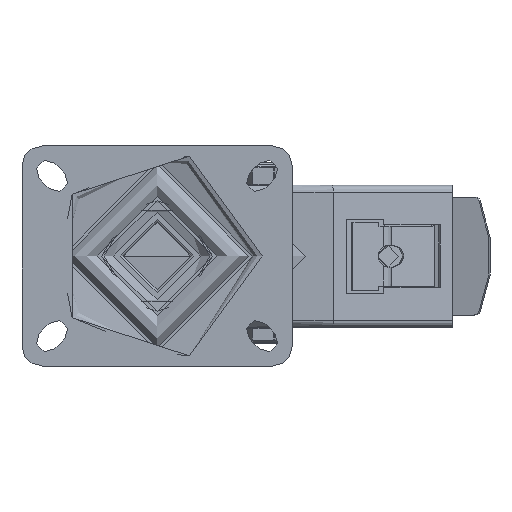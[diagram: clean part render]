
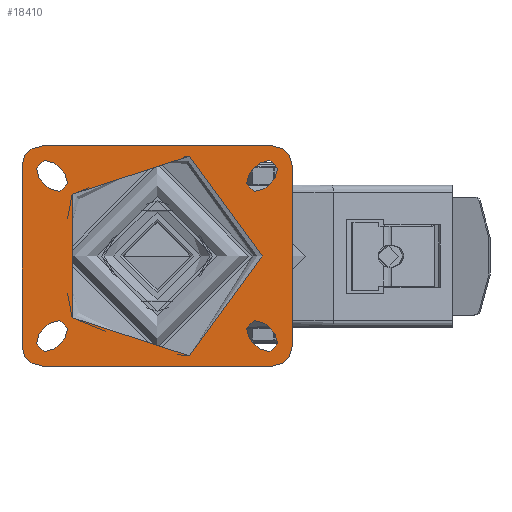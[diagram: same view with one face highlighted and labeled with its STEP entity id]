
A CAD part, top view. The second image highlights one B-rep face of the part: STEP entity #18410.
In plain terms, the highlighted planar face has unit normal (0, 0, 1).
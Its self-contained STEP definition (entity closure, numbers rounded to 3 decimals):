
#1014=FACE_BOUND('',#3778,.T.);
#1015=FACE_BOUND('',#3779,.T.);
#1016=FACE_BOUND('',#3780,.T.);
#1017=FACE_BOUND('',#3781,.T.);
#1018=FACE_BOUND('',#3782,.T.);
#1205=PLANE('',#19891);
#2640=FACE_OUTER_BOUND('',#3777,.T.);
#3777=EDGE_LOOP('',(#12861,#12862,#12863,#12864,#12865,#12866,#12867,#12868));
#3778=EDGE_LOOP('',(#12869));
#3779=EDGE_LOOP('',(#12870,#12871,#12872,#12873));
#3780=EDGE_LOOP('',(#12874,#12875,#12876,#12877));
#3781=EDGE_LOOP('',(#12878,#12879,#12880,#12881));
#3782=EDGE_LOOP('',(#12882,#12883,#12884,#12885));
#5054=LINE('',#28837,#6144);
#5055=LINE('',#28838,#6145);
#5056=LINE('',#28839,#6146);
#5057=LINE('',#28840,#6147);
#5058=LINE('',#28841,#6148);
#5059=LINE('',#28842,#6149);
#5060=LINE('',#28843,#6150);
#5061=LINE('',#28844,#6151);
#5062=LINE('',#28845,#6152);
#5063=LINE('',#28846,#6153);
#5064=LINE('',#28847,#6154);
#5065=LINE('',#28848,#6155);
#6144=VECTOR('',#21826,1000.);
#6145=VECTOR('',#21827,1000.);
#6146=VECTOR('',#21828,1000.);
#6147=VECTOR('',#21829,1000.);
#6148=VECTOR('',#21830,1000.);
#6149=VECTOR('',#21831,1000.);
#6150=VECTOR('',#21832,1000.);
#6151=VECTOR('',#21833,1000.);
#6152=VECTOR('',#21834,1000.);
#6153=VECTOR('',#21835,1000.);
#6154=VECTOR('',#21836,1000.);
#6155=VECTOR('',#21837,1000.);
#7160=CIRCLE('',#19735,5.5);
#7163=CIRCLE('',#19739,5.5);
#7164=CIRCLE('',#19741,5.5);
#7167=CIRCLE('',#19745,5.5);
#7168=CIRCLE('',#19747,5.5);
#7171=CIRCLE('',#19751,5.5);
#7172=CIRCLE('',#19753,5.5);
#7175=CIRCLE('',#19757,5.5);
#7176=CIRCLE('',#19759,10.);
#7178=CIRCLE('',#19762,10.);
#7180=CIRCLE('',#19765,10.);
#7182=CIRCLE('',#19768,10.);
#7189=CIRCLE('',#19777,52.494);
#7882=VERTEX_POINT('',#25919);
#7883=VERTEX_POINT('',#25920);
#7888=VERTEX_POINT('',#25931);
#7889=VERTEX_POINT('',#25933);
#7890=VERTEX_POINT('',#25937);
#7891=VERTEX_POINT('',#25938);
#7896=VERTEX_POINT('',#25949);
#7897=VERTEX_POINT('',#25951);
#7898=VERTEX_POINT('',#25955);
#7899=VERTEX_POINT('',#25956);
#7904=VERTEX_POINT('',#25967);
#7905=VERTEX_POINT('',#25969);
#7906=VERTEX_POINT('',#25973);
#7907=VERTEX_POINT('',#25974);
#7912=VERTEX_POINT('',#25985);
#7913=VERTEX_POINT('',#25987);
#7914=VERTEX_POINT('',#25991);
#7915=VERTEX_POINT('',#25992);
#7918=VERTEX_POINT('',#26000);
#7919=VERTEX_POINT('',#26001);
#7922=VERTEX_POINT('',#26009);
#7923=VERTEX_POINT('',#26010);
#7926=VERTEX_POINT('',#26018);
#7927=VERTEX_POINT('',#26019);
#7933=VERTEX_POINT('',#26035);
#9704=EDGE_CURVE('',#7882,#7883,#7160,.T.);
#9710=EDGE_CURVE('',#7889,#7888,#7163,.T.);
#9712=EDGE_CURVE('',#7890,#7891,#7164,.T.);
#9718=EDGE_CURVE('',#7897,#7896,#7167,.T.);
#9720=EDGE_CURVE('',#7898,#7899,#7168,.T.);
#9726=EDGE_CURVE('',#7905,#7904,#7171,.T.);
#9728=EDGE_CURVE('',#7906,#7907,#7172,.T.);
#9734=EDGE_CURVE('',#7913,#7912,#7175,.T.);
#9736=EDGE_CURVE('',#7914,#7915,#7176,.F.);
#9740=EDGE_CURVE('',#7918,#7919,#7178,.F.);
#9744=EDGE_CURVE('',#7922,#7923,#7180,.F.);
#9748=EDGE_CURVE('',#7926,#7927,#7182,.F.);
#9757=EDGE_CURVE('',#7933,#7933,#7189,.T.);
#9903=EDGE_CURVE('',#7919,#7922,#5054,.F.);
#9904=EDGE_CURVE('',#7915,#7918,#5055,.F.);
#9905=EDGE_CURVE('',#7927,#7914,#5056,.F.);
#9906=EDGE_CURVE('',#7923,#7926,#5057,.F.);
#9907=EDGE_CURVE('',#7891,#7897,#5058,.T.);
#9908=EDGE_CURVE('',#7896,#7890,#5059,.T.);
#9909=EDGE_CURVE('',#7883,#7889,#5060,.T.);
#9910=EDGE_CURVE('',#7888,#7882,#5061,.T.);
#9911=EDGE_CURVE('',#7899,#7905,#5062,.T.);
#9912=EDGE_CURVE('',#7904,#7898,#5063,.T.);
#9913=EDGE_CURVE('',#7907,#7913,#5064,.T.);
#9914=EDGE_CURVE('',#7912,#7906,#5065,.T.);
#12861=ORIENTED_EDGE('',*,*,#9744,.F.);
#12862=ORIENTED_EDGE('',*,*,#9903,.F.);
#12863=ORIENTED_EDGE('',*,*,#9740,.F.);
#12864=ORIENTED_EDGE('',*,*,#9904,.F.);
#12865=ORIENTED_EDGE('',*,*,#9736,.F.);
#12866=ORIENTED_EDGE('',*,*,#9905,.F.);
#12867=ORIENTED_EDGE('',*,*,#9748,.F.);
#12868=ORIENTED_EDGE('',*,*,#9906,.F.);
#12869=ORIENTED_EDGE('',*,*,#9757,.F.);
#12870=ORIENTED_EDGE('',*,*,#9712,.T.);
#12871=ORIENTED_EDGE('',*,*,#9907,.T.);
#12872=ORIENTED_EDGE('',*,*,#9718,.T.);
#12873=ORIENTED_EDGE('',*,*,#9908,.T.);
#12874=ORIENTED_EDGE('',*,*,#9704,.T.);
#12875=ORIENTED_EDGE('',*,*,#9909,.T.);
#12876=ORIENTED_EDGE('',*,*,#9710,.T.);
#12877=ORIENTED_EDGE('',*,*,#9910,.T.);
#12878=ORIENTED_EDGE('',*,*,#9720,.T.);
#12879=ORIENTED_EDGE('',*,*,#9911,.T.);
#12880=ORIENTED_EDGE('',*,*,#9726,.T.);
#12881=ORIENTED_EDGE('',*,*,#9912,.T.);
#12882=ORIENTED_EDGE('',*,*,#9728,.T.);
#12883=ORIENTED_EDGE('',*,*,#9913,.T.);
#12884=ORIENTED_EDGE('',*,*,#9734,.T.);
#12885=ORIENTED_EDGE('',*,*,#9914,.T.);
#18410=ADVANCED_FACE('',(#2640,#1014,#1015,#1016,#1017,#1018),#1205,.T.);
#19735=AXIS2_PLACEMENT_3D('',#25921,#21438,#21439);
#19739=AXIS2_PLACEMENT_3D('',#25934,#21449,#21450);
#19741=AXIS2_PLACEMENT_3D('',#25939,#21454,#21455);
#19745=AXIS2_PLACEMENT_3D('',#25952,#21465,#21466);
#19747=AXIS2_PLACEMENT_3D('',#25957,#21470,#21471);
#19751=AXIS2_PLACEMENT_3D('',#25970,#21481,#21482);
#19753=AXIS2_PLACEMENT_3D('',#25975,#21486,#21487);
#19757=AXIS2_PLACEMENT_3D('',#25988,#21497,#21498);
#19759=AXIS2_PLACEMENT_3D('',#25993,#21502,#21503);
#19762=AXIS2_PLACEMENT_3D('',#26002,#21510,#21511);
#19765=AXIS2_PLACEMENT_3D('',#26011,#21518,#21519);
#19768=AXIS2_PLACEMENT_3D('',#26020,#21526,#21527);
#19777=AXIS2_PLACEMENT_3D('',#26037,#21546,#21547);
#19891=AXIS2_PLACEMENT_3D('',#28836,#21824,#21825);
#21438=DIRECTION('center_axis',(0.,0.,-1.));
#21439=DIRECTION('ref_axis',(1.,0.,0.));
#21449=DIRECTION('center_axis',(0.,0.,-1.));
#21450=DIRECTION('ref_axis',(1.,0.,0.));
#21454=DIRECTION('center_axis',(0.,0.,-1.));
#21455=DIRECTION('ref_axis',(1.,0.,0.));
#21465=DIRECTION('center_axis',(0.,0.,-1.));
#21466=DIRECTION('ref_axis',(1.,0.,0.));
#21470=DIRECTION('center_axis',(0.,0.,-1.));
#21471=DIRECTION('ref_axis',(-1.,0.,0.));
#21481=DIRECTION('center_axis',(0.,0.,-1.));
#21482=DIRECTION('ref_axis',(-1.,0.,0.));
#21486=DIRECTION('center_axis',(0.,0.,-1.));
#21487=DIRECTION('ref_axis',(-1.,0.,0.));
#21497=DIRECTION('center_axis',(0.,0.,-1.));
#21498=DIRECTION('ref_axis',(-1.,0.,0.));
#21502=DIRECTION('center_axis',(0.,0.,1.));
#21503=DIRECTION('ref_axis',(0.707,0.707,0.));
#21510=DIRECTION('center_axis',(0.,0.,1.));
#21511=DIRECTION('ref_axis',(0.707,-0.707,0.));
#21518=DIRECTION('center_axis',(0.,0.,1.));
#21519=DIRECTION('ref_axis',(-0.707,-0.707,0.));
#21526=DIRECTION('center_axis',(0.,0.,1.));
#21527=DIRECTION('ref_axis',(-0.707,0.707,0.));
#21546=DIRECTION('center_axis',(0.,0.,1.));
#21547=DIRECTION('ref_axis',(-1.,0.,0.));
#21824=DIRECTION('center_axis',(0.,0.,1.));
#21825=DIRECTION('ref_axis',(1.,0.,0.));
#21826=DIRECTION('',(1.,0.,0.));
#21827=DIRECTION('',(0.,1.,0.));
#21828=DIRECTION('',(-1.,0.,0.));
#21829=DIRECTION('',(0.,-1.,0.));
#21830=DIRECTION('',(-0.707,-0.707,0.));
#21831=DIRECTION('',(0.707,0.707,0.));
#21832=DIRECTION('',(-0.707,0.707,0.));
#21833=DIRECTION('',(0.707,-0.707,0.));
#21834=DIRECTION('',(0.707,0.707,0.));
#21835=DIRECTION('',(-0.707,-0.707,0.));
#21836=DIRECTION('',(0.707,-0.707,0.));
#21837=DIRECTION('',(-0.707,0.707,0.));
#25919=CARTESIAN_POINT('',(-46.136,41.414,0.));
#25920=CARTESIAN_POINT('',(-53.914,33.636,0.));
#25921=CARTESIAN_POINT('Origin',(-50.025,37.525,0.));
#25931=CARTESIAN_POINT('',(-51.086,46.364,0.));
#25933=CARTESIAN_POINT('',(-58.864,38.586,0.));
#25934=CARTESIAN_POINT('Origin',(-54.975,42.475,0.));
#25937=CARTESIAN_POINT('',(-53.914,-33.636,0.));
#25938=CARTESIAN_POINT('',(-46.136,-41.414,0.));
#25939=CARTESIAN_POINT('Origin',(-50.025,-37.525,0.));
#25949=CARTESIAN_POINT('',(-58.864,-38.586,0.));
#25951=CARTESIAN_POINT('',(-51.086,-46.364,0.));
#25952=CARTESIAN_POINT('Origin',(-54.975,-42.475,0.));
#25955=CARTESIAN_POINT('',(53.914,33.636,0.));
#25956=CARTESIAN_POINT('',(46.136,41.414,0.));
#25957=CARTESIAN_POINT('Origin',(50.025,37.525,0.));
#25967=CARTESIAN_POINT('',(58.864,38.586,0.));
#25969=CARTESIAN_POINT('',(51.086,46.364,0.));
#25970=CARTESIAN_POINT('Origin',(54.975,42.475,0.));
#25973=CARTESIAN_POINT('',(46.136,-41.414,0.));
#25974=CARTESIAN_POINT('',(53.914,-33.636,0.));
#25975=CARTESIAN_POINT('Origin',(50.025,-37.525,0.));
#25985=CARTESIAN_POINT('',(51.086,-46.364,0.));
#25987=CARTESIAN_POINT('',(58.864,-38.586,0.));
#25988=CARTESIAN_POINT('Origin',(54.975,-42.475,0.));
#25991=CARTESIAN_POINT('',(57.5,55.,0.));
#25992=CARTESIAN_POINT('',(67.5,45.,0.));
#25993=CARTESIAN_POINT('Origin',(57.5,45.,0.));
#26000=CARTESIAN_POINT('',(67.5,-45.,0.));
#26001=CARTESIAN_POINT('',(57.5,-55.,0.));
#26002=CARTESIAN_POINT('Origin',(57.5,-45.,0.));
#26009=CARTESIAN_POINT('',(-57.5,-55.,0.));
#26010=CARTESIAN_POINT('',(-67.5,-45.,0.));
#26011=CARTESIAN_POINT('Origin',(-57.5,-45.,0.));
#26018=CARTESIAN_POINT('',(-67.5,45.,0.));
#26019=CARTESIAN_POINT('',(-57.5,55.,0.));
#26020=CARTESIAN_POINT('Origin',(-57.5,45.,0.));
#26035=CARTESIAN_POINT('',(52.494,0.,0.));
#26037=CARTESIAN_POINT('Origin',(0.,0.,0.));
#28836=CARTESIAN_POINT('Origin',(0.,0.,0.));
#28837=CARTESIAN_POINT('',(0.,-55.,0.));
#28838=CARTESIAN_POINT('',(67.5,0.,0.));
#28839=CARTESIAN_POINT('',(0.,55.,0.));
#28840=CARTESIAN_POINT('',(-67.5,0.,0.));
#28841=CARTESIAN_POINT('',(-25.486,-20.764,0.));
#28842=CARTESIAN_POINT('',(-33.264,-12.986,0.));
#28843=CARTESIAN_POINT('',(-33.264,12.986,0.));
#28844=CARTESIAN_POINT('',(-25.486,20.764,0.));
#28845=CARTESIAN_POINT('',(25.486,20.764,0.));
#28846=CARTESIAN_POINT('',(33.264,12.986,0.));
#28847=CARTESIAN_POINT('',(33.264,-12.986,0.));
#28848=CARTESIAN_POINT('',(25.486,-20.764,0.));
